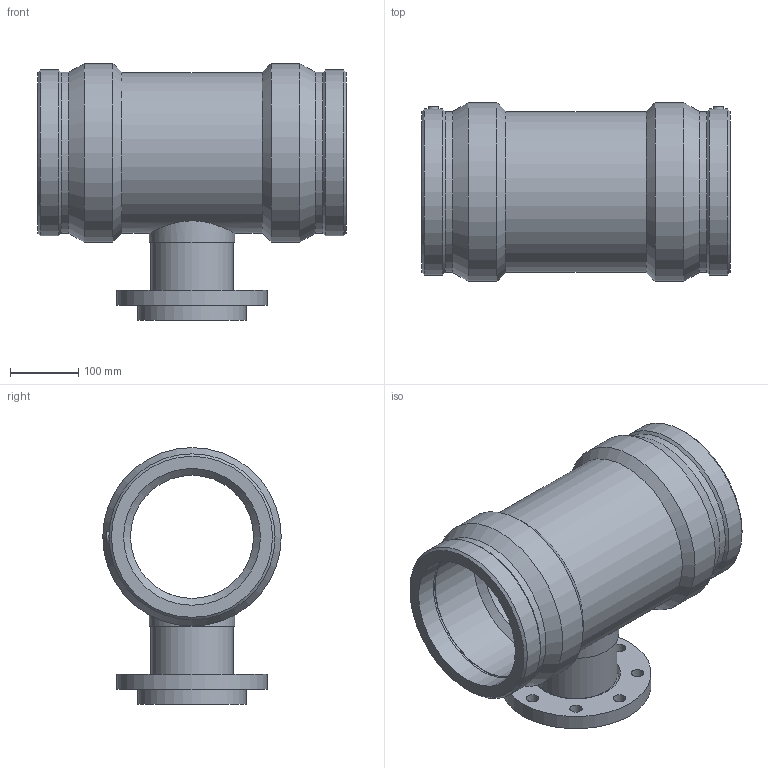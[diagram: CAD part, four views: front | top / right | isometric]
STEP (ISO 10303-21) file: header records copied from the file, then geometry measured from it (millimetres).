
FILE_DESCRIPTION(/* description */ ('PLASSON FLANGED TEE 200x100x200'),/* implementation_level */ '2;1');
FILE_NAME(/* name */ '499404200100.ipt.stp',/* time_stamp */ '2017-11-06T09:21:14+02:00',/* author */ ('KIM'),/* organization */ (''),/* preprocessor_version */ 'ST-DEVELOPER v15.6',/* originating_system */ 'Autodesk Inventor 2015',/* authorisation */ '');
FILE_SCHEMA (('AUTOMOTIVE_DESIGN { 1 0 10303 214 3 1 1 }'));
Length unit declared in the file: millimetre
Products named in the file (1): 499404200100
Bounding box: 451 x 261 x 375.5 mm (x, y, z)
Volume: 9007637.1 mm3; surface area: 835176.4 mm2
Topology: 1 solids, 1 shells, 60 faces, 125 edges, 77 vertices
Faces by surface type: cylinder 30, cone 15, plane 14, bspline 1
Full cylindrical faces by diameter (mm): 4 x2, 10 x2, 18 x8, 100 x1, 120 x1, 125 x1, 130 x1, 158 x1, 180 x1, 200 x4, 220 x1, 234.9 x1, 235.448 x2, 242.73 x2, 261 x2
Entity records: 1742 total; most frequent: CARTESIAN_POINT 597, DIRECTION 249, ORIENTED_EDGE 140, EDGE_LOOP 137, AXIS2_PLACEMENT_3D 124, FACE_BOUND 77, EDGE_CURVE 70, VERTEX_POINT 69
